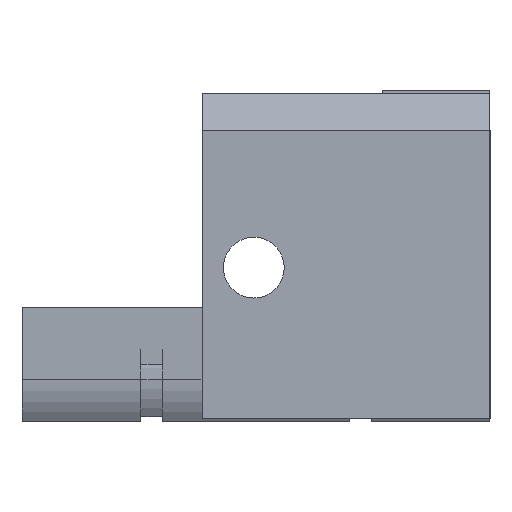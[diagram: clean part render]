
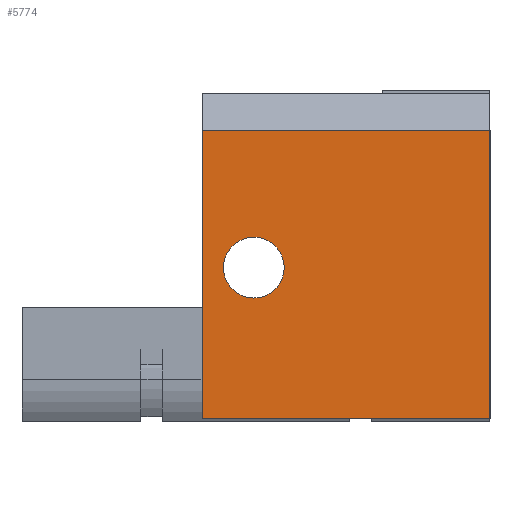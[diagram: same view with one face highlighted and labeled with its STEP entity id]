
A CAD part, left-side view. The second image highlights one B-rep face of the part: STEP entity #5774.
In plain terms, the highlighted planar face has unit normal (-1, 0, 0).
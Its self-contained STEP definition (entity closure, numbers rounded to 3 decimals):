
#10 = ORIENTED_EDGE ( 'NONE', *, *, #655, .F. ) ;
#94 = AXIS2_PLACEMENT_3D ( 'NONE', #992, #4333, #1942 ) ;
#111 = AXIS2_PLACEMENT_3D ( 'NONE', #4759, #2307, #952 ) ;
#124 = VECTOR ( 'NONE', #5297, 1000. ) ;
#338 = EDGE_CURVE ( 'NONE', #5434, #2399, #4810, .T. ) ;
#655 = EDGE_CURVE ( 'NONE', #3581, #6041, #2054, .T. ) ;
#830 = CARTESIAN_POINT ( 'NONE',  ( -35.125, 24.9, -21.725 ) ) ;
#872 = LINE ( 'NONE', #3270, #5794 ) ;
#907 = CARTESIAN_POINT ( 'NONE',  ( -35.125, -7.9, -38.5 ) ) ;
#942 = LINE ( 'NONE', #3630, #4223 ) ;
#952 = DIRECTION ( 'NONE',  ( 0., 0., -1. ) ) ;
#992 = CARTESIAN_POINT ( 'NONE',  ( -35.125, 24.9, -17.5 ) ) ;
#1018 = ORIENTED_EDGE ( 'NONE', *, *, #4514, .T. ) ;
#1263 = LINE ( 'NONE', #4912, #1998 ) ;
#1414 = EDGE_LOOP ( 'NONE', ( #1755, #3763, #1018, #5203 ) ) ;
#1438 = CARTESIAN_POINT ( 'NONE',  ( -35.125, 32.1, -38.5 ) ) ;
#1692 = EDGE_CURVE ( 'NONE', #3706, #2501, #942, .T. ) ;
#1755 = ORIENTED_EDGE ( 'NONE', *, *, #5170, .T. ) ;
#1942 = DIRECTION ( 'NONE',  ( 0., 0., 1. ) ) ;
#1998 = VECTOR ( 'NONE', #4874, 1000. ) ;
#2054 = CIRCLE ( 'NONE', #94, 4.225 ) ;
#2307 = DIRECTION ( 'NONE',  ( 1., 0., 0. ) ) ;
#2399 = VERTEX_POINT ( 'NONE', #2714 ) ;
#2501 = VERTEX_POINT ( 'NONE', #4742 ) ;
#2504 = CARTESIAN_POINT ( 'NONE',  ( -35.125, 24.9, -13.275 ) ) ;
#2714 = CARTESIAN_POINT ( 'NONE',  ( -35.125, 32.1, -38.5 ) ) ;
#2949 = AXIS2_PLACEMENT_3D ( 'NONE', #3926, #3973, #3954 ) ;
#3044 = CARTESIAN_POINT ( 'NONE',  ( -35.125, 32.1, 1.5 ) ) ;
#3270 = CARTESIAN_POINT ( 'NONE',  ( -35.125, -7.9, -38.5 ) ) ;
#3581 = VERTEX_POINT ( 'NONE', #830 ) ;
#3630 = CARTESIAN_POINT ( 'NONE',  ( -35.125, -7.9, -38.5 ) ) ;
#3706 = VERTEX_POINT ( 'NONE', #907 ) ;
#3763 = ORIENTED_EDGE ( 'NONE', *, *, #1692, .T. ) ;
#3926 = CARTESIAN_POINT ( 'NONE',  ( -35.125, 24.9, -17.5 ) ) ;
#3954 = DIRECTION ( 'NONE',  ( 0., 0., 1. ) ) ;
#3973 = DIRECTION ( 'NONE',  ( -1., 0., 0. ) ) ;
#4212 = DIRECTION ( 'NONE',  ( 0., -1., 0. ) ) ;
#4220 = CIRCLE ( 'NONE', #2949, 4.225 ) ;
#4223 = VECTOR ( 'NONE', #5947, 1000. ) ;
#4333 = DIRECTION ( 'NONE',  ( -1., 0., 0. ) ) ;
#4430 = FACE_BOUND ( 'NONE', #5448, .T. ) ;
#4514 = EDGE_CURVE ( 'NONE', #2501, #5434, #1263, .T. ) ;
#4742 = CARTESIAN_POINT ( 'NONE',  ( -35.125, -7.9, 1.5 ) ) ;
#4759 = CARTESIAN_POINT ( 'NONE',  ( -35.125, 0., 0. ) ) ;
#4784 = PLANE ( 'NONE',  #111 ) ;
#4810 = LINE ( 'NONE', #1438, #124 ) ;
#4812 = FACE_OUTER_BOUND ( 'NONE', #1414, .T. ) ;
#4874 = DIRECTION ( 'NONE',  ( 0., 1., 0. ) ) ;
#4912 = CARTESIAN_POINT ( 'NONE',  ( -35.125, -7.9, 1.5 ) ) ;
#5170 = EDGE_CURVE ( 'NONE', #2399, #3706, #872, .T. ) ;
#5203 = ORIENTED_EDGE ( 'NONE', *, *, #338, .T. ) ;
#5297 = DIRECTION ( 'NONE',  ( 0., 0., -1. ) ) ;
#5416 = EDGE_CURVE ( 'NONE', #6041, #3581, #4220, .T. ) ;
#5434 = VERTEX_POINT ( 'NONE', #3044 ) ;
#5448 = EDGE_LOOP ( 'NONE', ( #6121, #10 ) ) ;
#5774 = ADVANCED_FACE ( 'NONE', ( #4812, #4430 ), #4784, .F. ) ;
#5794 = VECTOR ( 'NONE', #4212, 1000. ) ;
#5947 = DIRECTION ( 'NONE',  ( 0., 0., 1. ) ) ;
#6041 = VERTEX_POINT ( 'NONE', #2504 ) ;
#6121 = ORIENTED_EDGE ( 'NONE', *, *, #5416, .F. ) ;
